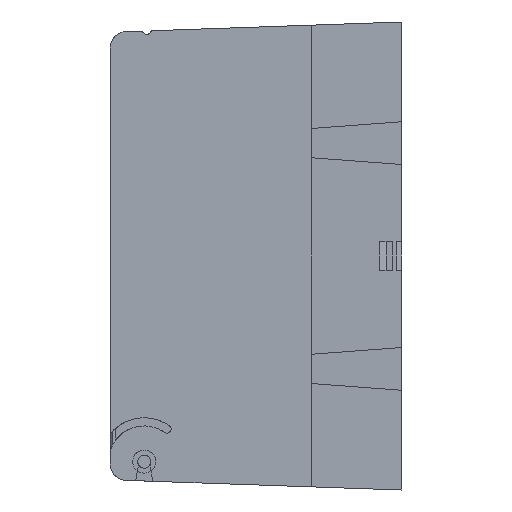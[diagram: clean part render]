
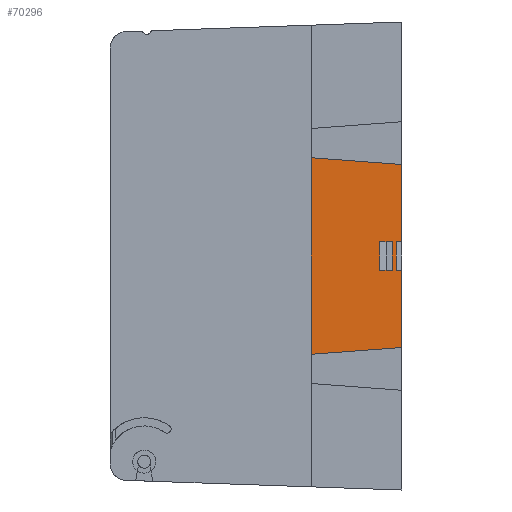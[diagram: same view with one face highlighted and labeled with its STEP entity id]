
A CAD part, left-side view. The second image highlights one B-rep face of the part: STEP entity #70296.
In plain terms, the highlighted planar face has unit normal (-1, 0, 0).
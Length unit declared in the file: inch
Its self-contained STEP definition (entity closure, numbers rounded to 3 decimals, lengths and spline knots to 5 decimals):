
#1036 = VERTEX_POINT ( 'NONE', #67169 ) ;
#4184 = DIRECTION ( 'NONE',  ( 0., 0., -1. ) ) ;
#5435 = CARTESIAN_POINT ( 'NONE',  ( -3.945, 0., 6.44233 ) ) ;
#8165 = CARTESIAN_POINT ( 'NONE',  ( -3.945, 0.065, 0.175 ) ) ;
#8510 = EDGE_CURVE ( 'NONE', #87095, #94236, #14433, .T. ) ;
#8558 = CARTESIAN_POINT ( 'NONE',  ( -3.945, 0.115, 0.175 ) ) ;
#9853 = CARTESIAN_POINT ( 'NONE',  ( -3.945, -0.55706, -1.07371 ) ) ;
#10203 = VECTOR ( 'NONE', #48932, 39.37008 ) ;
#11702 = CARTESIAN_POINT ( 'NONE',  ( -3.945, 0.115, -0.175 ) ) ;
#11930 = VERTEX_POINT ( 'NONE', #21504 ) ;
#12609 = CARTESIAN_POINT ( 'NONE',  ( -3.945, 0., 0.175 ) ) ;
#12644 = LINE ( 'NONE', #26319, #10203 ) ;
#13019 = DIRECTION ( 'NONE',  ( 0., 0., -1. ) ) ;
#13060 = CARTESIAN_POINT ( 'NONE',  ( -3.945, 1.1, 6.44233 ) ) ;
#13771 = LINE ( 'NONE', #79644, #92307 ) ;
#14433 = LINE ( 'NONE', #29214, #34663 ) ;
#15455 = FACE_OUTER_BOUND ( 'NONE', #50232, .T. ) ;
#15872 = CARTESIAN_POINT ( 'NONE',  ( -3.945, 0., -1.115 ) ) ;
#16325 = EDGE_CURVE ( 'NONE', #11930, #94236, #30756, .T. ) ;
#17125 = LINE ( 'NONE', #13060, #34988 ) ;
#17501 = DIRECTION ( 'NONE',  ( 0., -0.997, 0.074 ) ) ;
#17681 = VERTEX_POINT ( 'NONE', #8165 ) ;
#18549 = VERTEX_POINT ( 'NONE', #64579 ) ;
#18866 = ORIENTED_EDGE ( 'NONE', *, *, #16325, .F. ) ;
#19525 = CARTESIAN_POINT ( 'NONE',  ( -3.945, 0., -0.175 ) ) ;
#20383 = VECTOR ( 'NONE', #97861, 39.37008 ) ;
#21504 = CARTESIAN_POINT ( 'NONE',  ( -3.945, 0.115, -0.175 ) ) ;
#23035 = ORIENTED_EDGE ( 'NONE', *, *, #57865, .F. ) ;
#24271 = VECTOR ( 'NONE', #67233, 39.37008 ) ;
#24841 = LINE ( 'NONE', #11702, #83139 ) ;
#26319 = CARTESIAN_POINT ( 'NONE',  ( -3.945, 0., -0.175 ) ) ;
#26686 = CARTESIAN_POINT ( 'NONE',  ( -3.945, 0.115, -0.175 ) ) ;
#28742 = ORIENTED_EDGE ( 'NONE', *, *, #8510, .T. ) ;
#29214 = CARTESIAN_POINT ( 'NONE',  ( -3.945, 0.115, 0.175 ) ) ;
#29623 = EDGE_CURVE ( 'NONE', #17681, #71326, #56799, .T. ) ;
#30756 = LINE ( 'NONE', #26686, #68883 ) ;
#33165 = ORIENTED_EDGE ( 'NONE', *, *, #44901, .T. ) ;
#33652 = EDGE_CURVE ( 'NONE', #34466, #60249, #68191, .T. ) ;
#34466 = VERTEX_POINT ( 'NONE', #57124 ) ;
#34663 = VECTOR ( 'NONE', #74751, 39.37008 ) ;
#34988 = VECTOR ( 'NONE', #66292, 39.37008 ) ;
#35025 = ORIENTED_EDGE ( 'NONE', *, *, #95064, .T. ) ;
#36570 = VECTOR ( 'NONE', #81127, 39.37008 ) ;
#41039 = DIRECTION ( 'NONE',  ( 0., 0., -1. ) ) ;
#41537 = EDGE_CURVE ( 'NONE', #57474, #60249, #72738, .T. ) ;
#42984 = PLANE ( 'NONE',  #84867 ) ;
#44087 = ORIENTED_EDGE ( 'NONE', *, *, #69789, .T. ) ;
#44901 = EDGE_CURVE ( 'NONE', #1036, #34466, #17125, .T. ) ;
#44928 = VERTEX_POINT ( 'NONE', #81907 ) ;
#46661 = EDGE_CURVE ( 'NONE', #46734, #11930, #24841, .T. ) ;
#46734 = VERTEX_POINT ( 'NONE', #57598 ) ;
#46946 = VECTOR ( 'NONE', #90350, 39.37008 ) ;
#48242 = ORIENTED_EDGE ( 'NONE', *, *, #29623, .T. ) ;
#48932 = DIRECTION ( 'NONE',  ( 0., -1., 0. ) ) ;
#50232 = EDGE_LOOP ( 'NONE', ( #63296, #53006, #35025, #48242, #23035, #88191, #33165, #71656 ) ) ;
#51927 = ORIENTED_EDGE ( 'NONE', *, *, #46661, .F. ) ;
#52475 = VECTOR ( 'NONE', #41039, 39.37008 ) ;
#53006 = ORIENTED_EDGE ( 'NONE', *, *, #79991, .F. ) ;
#56799 = LINE ( 'NONE', #12609, #36570 ) ;
#57124 = CARTESIAN_POINT ( 'NONE',  ( -3.945, 1.1, -1.19653 ) ) ;
#57474 = VERTEX_POINT ( 'NONE', #19525 ) ;
#57598 = CARTESIAN_POINT ( 'NONE',  ( -3.945, 0.26794, -0.175 ) ) ;
#57865 = EDGE_CURVE ( 'NONE', #44928, #71326, #13771, .T. ) ;
#58594 = DIRECTION ( 'NONE',  ( 1., 0., 0. ) ) ;
#60249 = VERTEX_POINT ( 'NONE', #15872 ) ;
#63190 = LINE ( 'NONE', #67271, #20383 ) ;
#63296 = ORIENTED_EDGE ( 'NONE', *, *, #41537, .F. ) ;
#63653 = CARTESIAN_POINT ( 'NONE',  ( -3.945, 0., 6.44233 ) ) ;
#64579 = CARTESIAN_POINT ( 'NONE',  ( -3.945, 0.065, -0.175 ) ) ;
#64744 = LINE ( 'NONE', #89838, #24271 ) ;
#64979 = DIRECTION ( 'NONE',  ( 0., -1., 0. ) ) ;
#66292 = DIRECTION ( 'NONE',  ( 0., 0., -1. ) ) ;
#67169 = CARTESIAN_POINT ( 'NONE',  ( -3.945, 1.1, 1.19653 ) ) ;
#67233 = DIRECTION ( 'NONE',  ( 0., 0., 1. ) ) ;
#67271 = CARTESIAN_POINT ( 'NONE',  ( -3.945, 0.26794, -0.175 ) ) ;
#67456 = CARTESIAN_POINT ( 'NONE',  ( -3.945, 0., 1.115 ) ) ;
#68191 = LINE ( 'NONE', #9853, #88410 ) ;
#68883 = VECTOR ( 'NONE', #87533, 39.37008 ) ;
#69789 = EDGE_CURVE ( 'NONE', #46734, #87095, #63190, .T. ) ;
#70296 = ADVANCED_FACE ( 'NONE', ( #15455, #73775 ), #42984, .F. ) ;
#71326 = VERTEX_POINT ( 'NONE', #97317 ) ;
#71656 = ORIENTED_EDGE ( 'NONE', *, *, #33652, .T. ) ;
#72738 = LINE ( 'NONE', #63653, #52475 ) ;
#73775 = FACE_BOUND ( 'NONE', #97975, .T. ) ;
#74751 = DIRECTION ( 'NONE',  ( 0., -1., 0. ) ) ;
#79644 = CARTESIAN_POINT ( 'NONE',  ( -3.945, 0., 6.44233 ) ) ;
#79991 = EDGE_CURVE ( 'NONE', #18549, #57474, #12644, .T. ) ;
#81127 = DIRECTION ( 'NONE',  ( 0., -1., 0. ) ) ;
#81907 = CARTESIAN_POINT ( 'NONE',  ( -3.945, 0., 1.115 ) ) ;
#82414 = EDGE_CURVE ( 'NONE', #1036, #44928, #92137, .T. ) ;
#83139 = VECTOR ( 'NONE', #64979, 39.37008 ) ;
#84867 = AXIS2_PLACEMENT_3D ( 'NONE', #5435, #58594, #13019 ) ;
#87095 = VERTEX_POINT ( 'NONE', #89818 ) ;
#87533 = DIRECTION ( 'NONE',  ( 0., 0., 1. ) ) ;
#88191 = ORIENTED_EDGE ( 'NONE', *, *, #82414, .F. ) ;
#88410 = VECTOR ( 'NONE', #17501, 39.37008 ) ;
#89818 = CARTESIAN_POINT ( 'NONE',  ( -3.945, 0.26794, 0.175 ) ) ;
#89838 = CARTESIAN_POINT ( 'NONE',  ( -3.945, 0.065, -0.175 ) ) ;
#90350 = DIRECTION ( 'NONE',  ( 0., -0.997, -0.074 ) ) ;
#92137 = LINE ( 'NONE', #67456, #46946 ) ;
#92307 = VECTOR ( 'NONE', #4184, 39.37008 ) ;
#94236 = VERTEX_POINT ( 'NONE', #8558 ) ;
#95064 = EDGE_CURVE ( 'NONE', #18549, #17681, #64744, .T. ) ;
#97317 = CARTESIAN_POINT ( 'NONE',  ( -3.945, 0., 0.175 ) ) ;
#97861 = DIRECTION ( 'NONE',  ( 0., 0., 1. ) ) ;
#97975 = EDGE_LOOP ( 'NONE', ( #51927, #44087, #28742, #18866 ) ) ;
